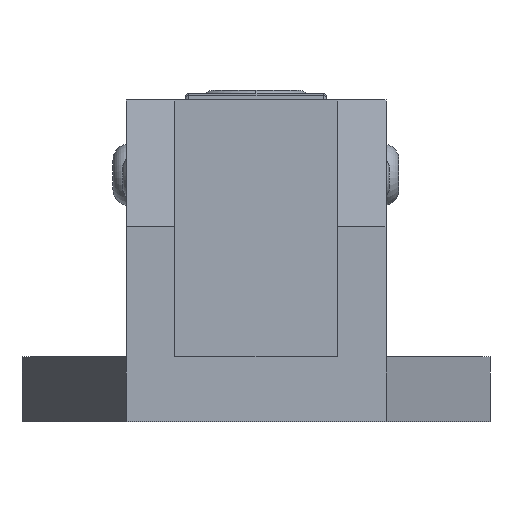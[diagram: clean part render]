
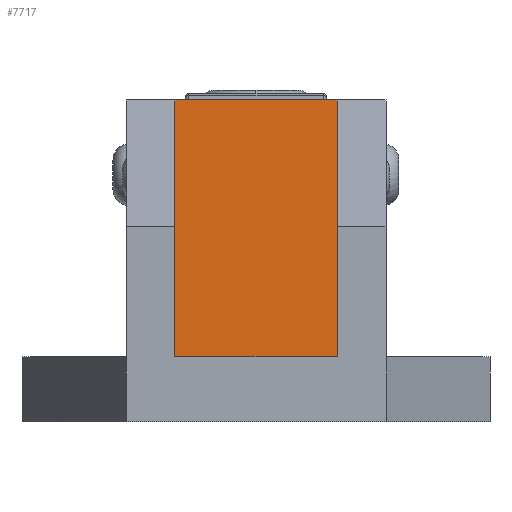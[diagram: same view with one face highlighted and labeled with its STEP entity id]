
A CAD part, left-side view. The second image highlights one B-rep face of the part: STEP entity #7717.
In plain terms, the highlighted planar face has unit normal (-1, 0, 0).
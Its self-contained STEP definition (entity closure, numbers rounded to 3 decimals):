
#95 = VECTOR ( 'NONE', #1832, 1000. ) ;
#195 = CARTESIAN_POINT ( 'NONE',  ( 21., 12.5, 49.5 ) ) ;
#228 = EDGE_CURVE ( 'NONE', #6233, #4817, #5734, .T. ) ;
#269 = EDGE_LOOP ( 'NONE', ( #4705, #4563, #1530, #2576 ) ) ;
#441 = FACE_OUTER_BOUND ( 'NONE', #269, .T. ) ;
#776 = LINE ( 'NONE', #4534, #7634 ) ;
#846 = EDGE_CURVE ( 'NONE', #1764, #7409, #776, .T. ) ;
#958 = DIRECTION ( 'NONE',  ( 0., 0., 1. ) ) ;
#1530 = ORIENTED_EDGE ( 'NONE', *, *, #6579, .F. ) ;
#1764 = VERTEX_POINT ( 'NONE', #4908 ) ;
#1832 = DIRECTION ( 'NONE',  ( 0., 0., 1. ) ) ;
#1856 = CARTESIAN_POINT ( 'NONE',  ( 21., 12.5, -22.65 ) ) ;
#2529 = CARTESIAN_POINT ( 'NONE',  ( 21., -12.5, -22.65 ) ) ;
#2576 = ORIENTED_EDGE ( 'NONE', *, *, #846, .F. ) ;
#3120 = AXIS2_PLACEMENT_3D ( 'NONE', #6415, #6537, #5493 ) ;
#3466 = LINE ( 'NONE', #1856, #95 ) ;
#3587 = EDGE_CURVE ( 'NONE', #1764, #6233, #6713, .T. ) ;
#4226 = DIRECTION ( 'NONE',  ( 0., 1., 0. ) ) ;
#4534 = CARTESIAN_POINT ( 'NONE',  ( 21., 12.5, 10. ) ) ;
#4563 = ORIENTED_EDGE ( 'NONE', *, *, #228, .T. ) ;
#4705 = ORIENTED_EDGE ( 'NONE', *, *, #3587, .T. ) ;
#4817 = VERTEX_POINT ( 'NONE', #5500 ) ;
#4908 = CARTESIAN_POINT ( 'NONE',  ( 21., -12.5, 10. ) ) ;
#4958 = VECTOR ( 'NONE', #958, 1000. ) ;
#5004 = CARTESIAN_POINT ( 'NONE',  ( 21., -12.5, 49.5 ) ) ;
#5100 = CARTESIAN_POINT ( 'NONE',  ( 21., 12.5, 10. ) ) ;
#5493 = DIRECTION ( 'NONE',  ( 0., 0., -1. ) ) ;
#5500 = CARTESIAN_POINT ( 'NONE',  ( 21., 12.5, 49.5 ) ) ;
#5731 = DIRECTION ( 'NONE',  ( 0., 1., 0. ) ) ;
#5734 = LINE ( 'NONE', #195, #7943 ) ;
#6233 = VERTEX_POINT ( 'NONE', #5004 ) ;
#6415 = CARTESIAN_POINT ( 'NONE',  ( 21., 12.5, -22.65 ) ) ;
#6500 = PLANE ( 'NONE',  #3120 ) ;
#6537 = DIRECTION ( 'NONE',  ( 1., 0., 0. ) ) ;
#6579 = EDGE_CURVE ( 'NONE', #7409, #4817, #3466, .T. ) ;
#6713 = LINE ( 'NONE', #2529, #4958 ) ;
#7409 = VERTEX_POINT ( 'NONE', #5100 ) ;
#7634 = VECTOR ( 'NONE', #4226, 1000. ) ;
#7717 = ADVANCED_FACE ( 'NONE', ( #441 ), #6500, .F. ) ;
#7943 = VECTOR ( 'NONE', #5731, 1000. ) ;
